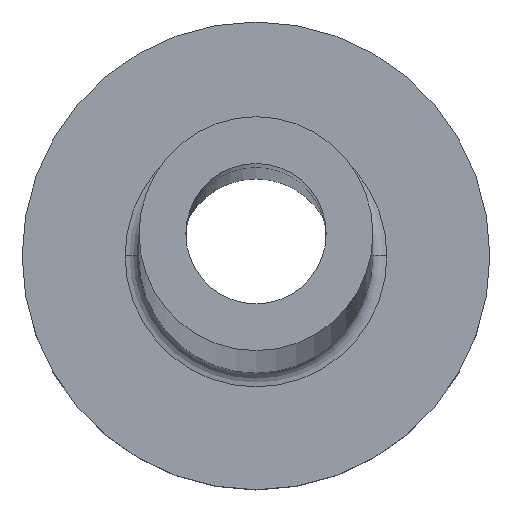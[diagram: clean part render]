
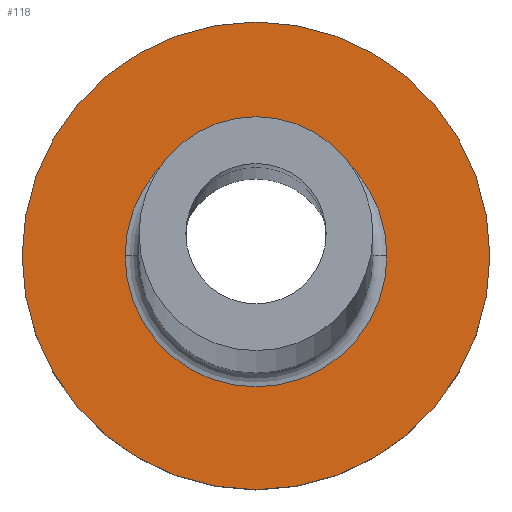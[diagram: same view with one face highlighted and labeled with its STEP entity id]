
A CAD part, top view. The second image highlights one B-rep face of the part: STEP entity #118.
In plain terms, the highlighted planar face has unit normal (0, 0, 1).
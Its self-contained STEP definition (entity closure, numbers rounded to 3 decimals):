
#5 = CIRCLE ( 'NONE', #277, 5. ) ;
#18 = CARTESIAN_POINT ( 'NONE',  ( 0., 0., 3. ) ) ;
#22 = DIRECTION ( 'NONE',  ( 0., 0., -1. ) ) ;
#25 = ORIENTED_EDGE ( 'NONE', *, *, #202, .T. ) ;
#32 = VERTEX_POINT ( 'NONE', #455 ) ;
#38 = CARTESIAN_POINT ( 'NONE',  ( 2.8, 0., 3. ) ) ;
#61 = ORIENTED_EDGE ( 'NONE', *, *, #225, .T. ) ;
#84 = CARTESIAN_POINT ( 'NONE',  ( 0., 0., 3. ) ) ;
#96 = EDGE_CURVE ( 'NONE', #112, #407, #310, .T. ) ;
#112 = VERTEX_POINT ( 'NONE', #389 ) ;
#118 = ADVANCED_FACE ( 'NONE', ( #303, #195 ), #265, .T. ) ;
#127 = CARTESIAN_POINT ( 'NONE',  ( 0., 0., 3. ) ) ;
#164 = DIRECTION ( 'NONE',  ( 0., 0., -1. ) ) ;
#185 = AXIS2_PLACEMENT_3D ( 'NONE', #363, #22, #366 ) ;
#190 = DIRECTION ( 'NONE',  ( 1., 0., 0. ) ) ;
#195 = FACE_OUTER_BOUND ( 'NONE', #250, .T. ) ;
#202 = EDGE_CURVE ( 'NONE', #343, #32, #459, .T. ) ;
#213 = EDGE_CURVE ( 'NONE', #407, #112, #5, .T. ) ;
#225 = EDGE_CURVE ( 'NONE', #32, #343, #240, .T. ) ;
#240 = CIRCLE ( 'NONE', #268, 2.8 ) ;
#250 = EDGE_LOOP ( 'NONE', ( #312, #458 ) ) ;
#255 = CARTESIAN_POINT ( 'NONE',  ( 5., 0., 3. ) ) ;
#265 = PLANE ( 'NONE',  #413 ) ;
#268 = AXIS2_PLACEMENT_3D ( 'NONE', #18, #164, #336 ) ;
#270 = DIRECTION ( 'NONE',  ( 0., 0., 1. ) ) ;
#277 = AXIS2_PLACEMENT_3D ( 'NONE', #373, #270, #316 ) ;
#282 = EDGE_LOOP ( 'NONE', ( #25, #61 ) ) ;
#301 = DIRECTION ( 'NONE',  ( 0., 0., 1. ) ) ;
#303 = FACE_BOUND ( 'NONE', #282, .T. ) ;
#310 = CIRCLE ( 'NONE', #356, 5. ) ;
#312 = ORIENTED_EDGE ( 'NONE', *, *, #96, .T. ) ;
#316 = DIRECTION ( 'NONE',  ( 1., 0., 0. ) ) ;
#331 = DIRECTION ( 'NONE',  ( 0., 0., 1. ) ) ;
#336 = DIRECTION ( 'NONE',  ( 1., 0., 0. ) ) ;
#343 = VERTEX_POINT ( 'NONE', #38 ) ;
#356 = AXIS2_PLACEMENT_3D ( 'NONE', #127, #301, #190 ) ;
#363 = CARTESIAN_POINT ( 'NONE',  ( 0., 0., 3. ) ) ;
#366 = DIRECTION ( 'NONE',  ( 1., 0., 0. ) ) ;
#373 = CARTESIAN_POINT ( 'NONE',  ( 0., 0., 3. ) ) ;
#389 = CARTESIAN_POINT ( 'NONE',  ( -5., 0., 3. ) ) ;
#407 = VERTEX_POINT ( 'NONE', #255 ) ;
#413 = AXIS2_PLACEMENT_3D ( 'NONE', #84, #331, #433 ) ;
#433 = DIRECTION ( 'NONE',  ( 1., 0., 0. ) ) ;
#455 = CARTESIAN_POINT ( 'NONE',  ( -2.8, 0., 3. ) ) ;
#458 = ORIENTED_EDGE ( 'NONE', *, *, #213, .T. ) ;
#459 = CIRCLE ( 'NONE', #185, 2.8 ) ;
